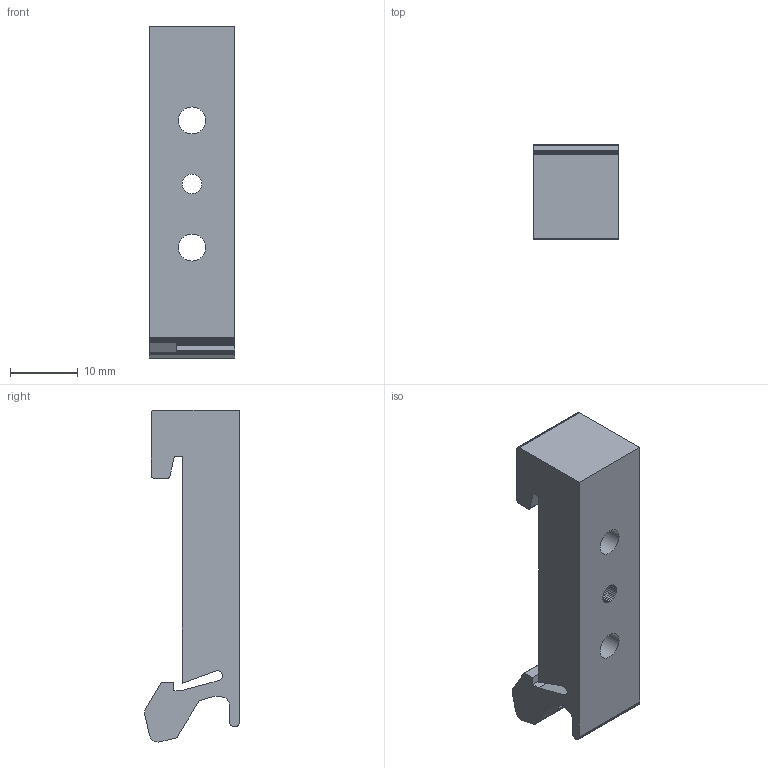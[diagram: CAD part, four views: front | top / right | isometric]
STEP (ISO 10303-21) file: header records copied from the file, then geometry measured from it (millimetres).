
FILE_DESCRIPTION(('FreeCAD Model'),'2;1');
FILE_NAME('Open CASCADE Shape Model','2025-05-10T20:01:09',(''),(''), 'Open CASCADE STEP processor 7.8','FreeCAD','Unknown');
FILE_SCHEMA(('AUTOMOTIVE_DESIGN { 1 0 10303 214 1 1 1 1 }'));
Length unit declared in the file: millimetre
Products named in the file (1): clip
Bounding box: 12.7 x 14.06 x 49.14 mm (x, y, z)
Volume: 5260.1 mm3; surface area: 3164.7 mm2
Topology: 1 solids, 1 shells, 200 faces, 588 edges, 390 vertices
Faces by surface type: plane 198, cylinder 2
Full cylindrical faces by diameter (mm): 4 x2
Entity records: 6542 total; most frequent: CARTESIAN_POINT 1179, ORIENTED_EDGE 1176, DIRECTION 994, EDGE_CURVE 588, LINE 584, VECTOR 584, VERTEX_POINT 390, FACE_BOUND 206
